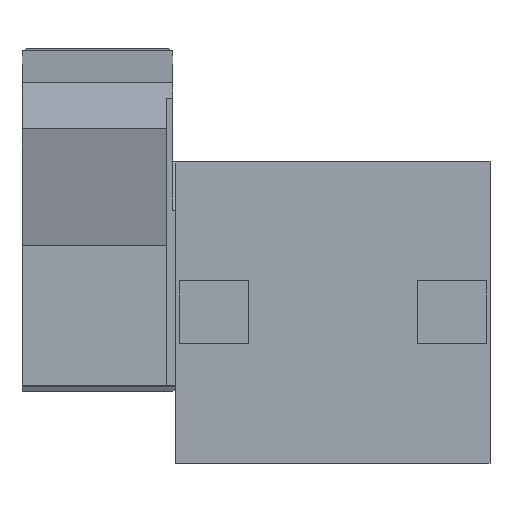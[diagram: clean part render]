
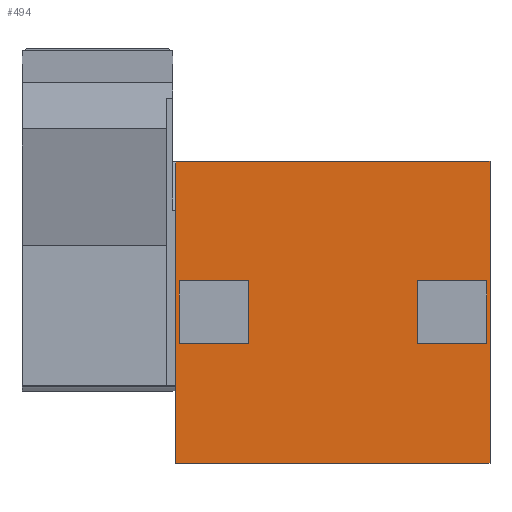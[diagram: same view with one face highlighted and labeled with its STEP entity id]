
A CAD part, top view. The second image highlights one B-rep face of the part: STEP entity #494.
In plain terms, the highlighted planar face has unit normal (0, 0, 1).
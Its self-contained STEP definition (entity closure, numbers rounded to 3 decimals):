
#145=LINE('',#2279,#285);
#146=LINE('',#2281,#286);
#147=LINE('',#2284,#287);
#148=LINE('',#2286,#288);
#149=LINE('',#2288,#289);
#150=LINE('',#2289,#290);
#151=LINE('',#2292,#291);
#152=LINE('',#2294,#292);
#153=LINE('',#2296,#293);
#154=LINE('',#2297,#294);
#155=LINE('',#2299,#295);
#156=LINE('',#2300,#296);
#157=LINE('',#2302,#297);
#158=LINE('',#2304,#298);
#285=VECTOR('',#1777,1.);
#286=VECTOR('',#1780,1.);
#287=VECTOR('',#1781,1.);
#288=VECTOR('',#1782,1.);
#289=VECTOR('',#1783,1.);
#290=VECTOR('',#1784,1.);
#291=VECTOR('',#1785,1.);
#292=VECTOR('',#1786,1.);
#293=VECTOR('',#1787,1.);
#294=VECTOR('',#1788,1.);
#295=VECTOR('',#1789,1.);
#296=VECTOR('',#1790,1.);
#297=VECTOR('',#1791,1.);
#298=VECTOR('',#1792,1.);
#361=PLANE('',#1475);
#494=ADVANCED_FACE('',(#554,#555,#556),#361,.T.);
#554=FACE_BOUND('',#627,.T.);
#555=FACE_BOUND('',#628,.T.);
#556=FACE_BOUND('',#629,.T.);
#627=EDGE_LOOP('',(#889,#890,#891,#892));
#628=EDGE_LOOP('',(#893,#894,#895,#896));
#629=EDGE_LOOP('',(#897,#898,#899,#900,#901,#902));
#889=ORIENTED_EDGE('',*,*,#1269,.T.);
#890=ORIENTED_EDGE('',*,*,#1270,.T.);
#891=ORIENTED_EDGE('',*,*,#1271,.T.);
#892=ORIENTED_EDGE('',*,*,#1272,.T.);
#893=ORIENTED_EDGE('',*,*,#1273,.T.);
#894=ORIENTED_EDGE('',*,*,#1274,.T.);
#895=ORIENTED_EDGE('',*,*,#1275,.T.);
#896=ORIENTED_EDGE('',*,*,#1276,.T.);
#897=ORIENTED_EDGE('',*,*,#1277,.T.);
#898=ORIENTED_EDGE('',*,*,#1268,.T.);
#899=ORIENTED_EDGE('',*,*,#1278,.T.);
#900=ORIENTED_EDGE('',*,*,#1279,.T.);
#901=ORIENTED_EDGE('',*,*,#1280,.T.);
#902=ORIENTED_EDGE('',*,*,#1281,.T.);
#1092=VERTEX_POINT('',#2230);
#1104=VERTEX_POINT('',#2262);
#1108=VERTEX_POINT('',#2278);
#1109=VERTEX_POINT('',#2282);
#1110=VERTEX_POINT('',#2283);
#1111=VERTEX_POINT('',#2285);
#1112=VERTEX_POINT('',#2287);
#1113=VERTEX_POINT('',#2290);
#1114=VERTEX_POINT('',#2291);
#1115=VERTEX_POINT('',#2293);
#1116=VERTEX_POINT('',#2295);
#1117=VERTEX_POINT('',#2298);
#1118=VERTEX_POINT('',#2301);
#1119=VERTEX_POINT('',#2303);
#1268=EDGE_CURVE('',#1108,#1092,#145,.T.);
#1269=EDGE_CURVE('',#1109,#1110,#146,.T.);
#1270=EDGE_CURVE('',#1110,#1111,#147,.T.);
#1271=EDGE_CURVE('',#1111,#1112,#148,.T.);
#1272=EDGE_CURVE('',#1112,#1109,#149,.T.);
#1273=EDGE_CURVE('',#1113,#1114,#150,.T.);
#1274=EDGE_CURVE('',#1114,#1115,#151,.T.);
#1275=EDGE_CURVE('',#1115,#1116,#152,.T.);
#1276=EDGE_CURVE('',#1116,#1113,#153,.T.);
#1277=EDGE_CURVE('',#1117,#1108,#154,.T.);
#1278=EDGE_CURVE('',#1092,#1104,#155,.T.);
#1279=EDGE_CURVE('',#1104,#1118,#156,.T.);
#1280=EDGE_CURVE('',#1118,#1119,#157,.T.);
#1281=EDGE_CURVE('',#1119,#1117,#158,.T.);
#1475=AXIS2_PLACEMENT_3D('',#2305,#1793,#1794);
#1777=DIRECTION('',(0.,-1.,0.));
#1780=DIRECTION('',(-1.,0.,0.));
#1781=DIRECTION('',(0.,1.,0.));
#1782=DIRECTION('',(1.,0.,0.));
#1783=DIRECTION('',(0.,-1.,0.));
#1784=DIRECTION('',(-1.,0.,0.));
#1785=DIRECTION('',(0.,1.,0.));
#1786=DIRECTION('',(1.,0.,0.));
#1787=DIRECTION('',(0.,-1.,0.));
#1788=DIRECTION('',(-1.,0.,0.));
#1789=DIRECTION('',(0.,-1.,0.));
#1790=DIRECTION('',(0.,-1.,0.));
#1791=DIRECTION('',(1.,0.,0.));
#1792=DIRECTION('',(0.,1.,0.));
#1793=DIRECTION('',(0.,0.,1.));
#1794=DIRECTION('',(-1.,0.,0.));
#2230=CARTESIAN_POINT('',(0.,47.5,0.));
#2262=CARTESIAN_POINT('',(0.,-23.5,0.));
#2278=CARTESIAN_POINT('',(0.,48.,0.));
#2279=CARTESIAN_POINT('',(0.,48.,0.));
#2281=CARTESIAN_POINT('',(99.,-10.,0.));
#2282=CARTESIAN_POINT('',(99.,-10.,0.));
#2283=CARTESIAN_POINT('',(77.,-10.,0.));
#2284=CARTESIAN_POINT('',(77.,-10.,0.));
#2285=CARTESIAN_POINT('',(77.,10.,0.));
#2286=CARTESIAN_POINT('',(77.,10.,0.));
#2287=CARTESIAN_POINT('',(99.,10.,0.));
#2288=CARTESIAN_POINT('',(99.,10.,0.));
#2289=CARTESIAN_POINT('',(23.,-10.,0.));
#2290=CARTESIAN_POINT('',(23.,-10.,0.));
#2291=CARTESIAN_POINT('',(1.,-10.,0.));
#2292=CARTESIAN_POINT('',(1.,-10.,0.));
#2293=CARTESIAN_POINT('',(1.,10.,0.));
#2294=CARTESIAN_POINT('',(1.,10.,0.));
#2295=CARTESIAN_POINT('',(23.,10.,0.));
#2296=CARTESIAN_POINT('',(23.,10.,0.));
#2297=CARTESIAN_POINT('',(0.,48.,0.));
#2298=CARTESIAN_POINT('',(100.,48.,0.));
#2299=CARTESIAN_POINT('',(0.,48.,0.));
#2300=CARTESIAN_POINT('',(0.,48.,0.));
#2301=CARTESIAN_POINT('',(0.,-48.,0.));
#2302=CARTESIAN_POINT('',(100.,-48.,0.));
#2303=CARTESIAN_POINT('',(100.,-48.,0.));
#2304=CARTESIAN_POINT('',(100.,48.,0.));
#2305=CARTESIAN_POINT('',(0.,0.,0.));
